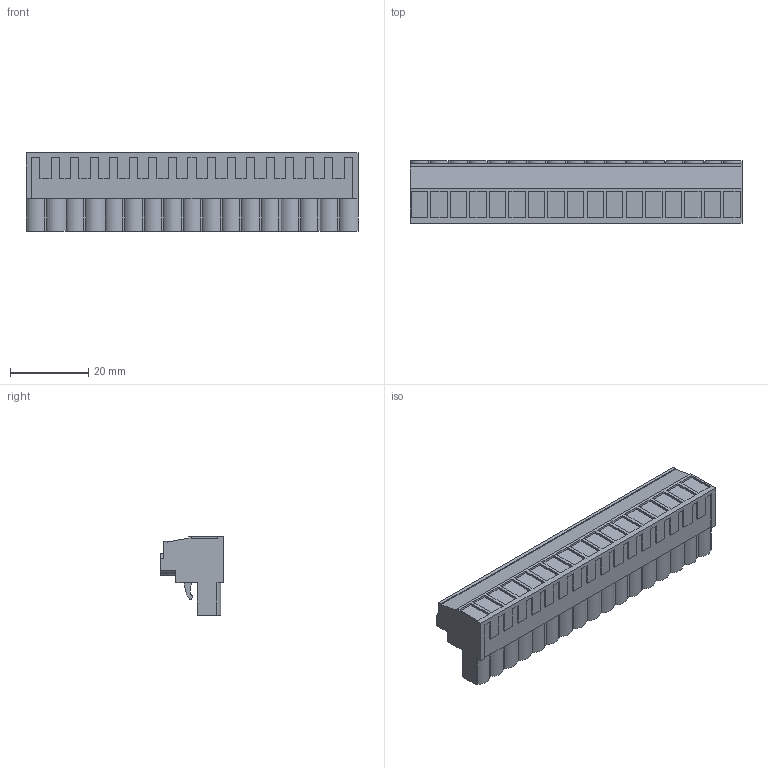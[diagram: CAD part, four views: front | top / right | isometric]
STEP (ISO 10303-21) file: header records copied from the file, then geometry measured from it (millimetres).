
FILE_DESCRIPTION(('CATIA V5 STEP','CAx-IF Rec.Pracs.--- Model Styling and Organization---1.2---2011-12-15'),'2;1');
FILE_NAME ('D1460317_0_1955420000_1955420000.stp','2017-05-22T10:17:24+00:00',('none'),('Weidmueller'),'CATIA Version 5-6 Release 2014','CATIA V5 STEP AP214','none');
FILE_SCHEMA(('AUTOMOTIVE_DESIGN { 1 0 10303 214 1 1 1 1 }'));
Length unit declared in the file: millimetre
Products named in the file (1): 1955420000
Bounding box: 85 x 16.1 x 20.1 mm (x, y, z)
Volume: 16849.1 mm3; surface area: 9049.1 mm2
Topology: 18 solids, 18 shells, 1068 faces, 3048 edges, 2084 vertices
Faces by surface type: plane 873, cylinder 195
Entity records: 31767 total; most frequent: ORIENTED_EDGE 6096, CARTESIAN_POINT 5700, DIRECTION 4182, EDGE_CURVE 3048, VECTOR 2556, LINE 2556, VERTEX_POINT 2084, EDGE_LOOP 1136
